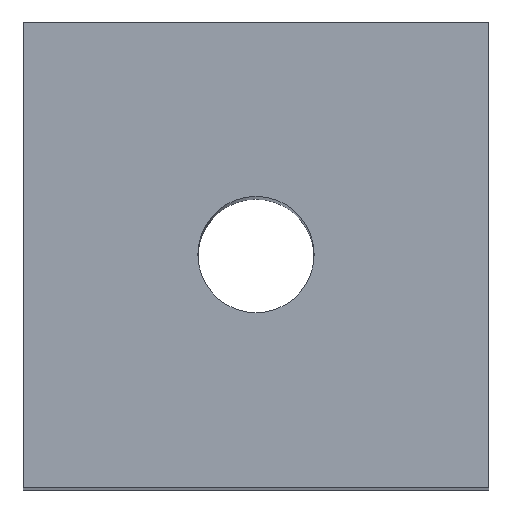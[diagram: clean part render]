
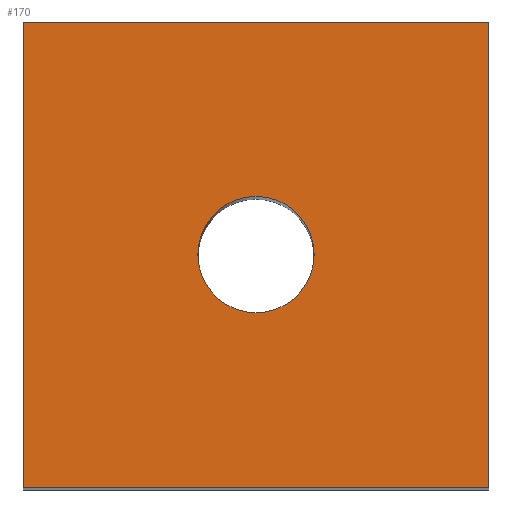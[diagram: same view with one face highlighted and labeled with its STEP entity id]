
A CAD part, top view. The second image highlights one B-rep face of the part: STEP entity #170.
In plain terms, the highlighted planar face has unit normal (0, 0, 1).
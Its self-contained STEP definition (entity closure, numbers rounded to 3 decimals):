
#35=CARTESIAN_POINT('',(0.,0.,70.));
#36=DIRECTION('',(0.,0.,-1.));
#37=DIRECTION('',(1.,0.,0.));
#38=AXIS2_PLACEMENT_3D('',#35,#36,#37);
#40=CARTESIAN_POINT('',(0.,0.,70.));
#41=DIRECTION('',(0.,0.,-1.));
#42=DIRECTION('',(-1.,0.,0.));
#43=AXIS2_PLACEMENT_3D('',#40,#41,#42);
#45=DIRECTION('',(0.,-1.,0.));
#46=VECTOR('',#45,20.);
#47=CARTESIAN_POINT('',(-10.,10.,70.));
#48=LINE('',#47,#46);
#49=DIRECTION('',(-1.,0.,0.));
#50=VECTOR('',#49,20.);
#51=CARTESIAN_POINT('',(10.,10.,70.));
#52=LINE('',#51,#50);
#53=DIRECTION('',(0.,1.,0.));
#54=VECTOR('',#53,20.);
#55=CARTESIAN_POINT('',(10.,-10.,70.));
#56=LINE('',#55,#54);
#57=DIRECTION('',(1.,0.,0.));
#58=VECTOR('',#57,20.);
#59=CARTESIAN_POINT('',(-10.,-10.,70.));
#60=LINE('',#59,#58);
#85=CARTESIAN_POINT('',(-10.,10.,70.));
#86=CARTESIAN_POINT('',(-10.,-10.,70.));
#87=VERTEX_POINT('',#85);
#88=VERTEX_POINT('',#86);
#89=CARTESIAN_POINT('',(10.,-10.,70.));
#90=VERTEX_POINT('',#89);
#91=CARTESIAN_POINT('',(10.,10.,70.));
#92=VERTEX_POINT('',#91);
#97=CARTESIAN_POINT('',(2.5,0.,70.));
#98=CARTESIAN_POINT('',(-2.5,0.,70.));
#99=VERTEX_POINT('',#97);
#100=VERTEX_POINT('',#98);
#151=CARTESIAN_POINT('',(0.,0.,70.));
#152=DIRECTION('',(0.,0.,1.));
#153=DIRECTION('',(1.,0.,0.));
#154=AXIS2_PLACEMENT_3D('',#151,#152,#153);
#155=PLANE('',#154);
#157=ORIENTED_EDGE('',*,*,#156,.F.);
#159=ORIENTED_EDGE('',*,*,#158,.F.);
#161=ORIENTED_EDGE('',*,*,#160,.F.);
#163=ORIENTED_EDGE('',*,*,#162,.F.);
#164=EDGE_LOOP('',(#157,#159,#161,#163));
#165=FACE_OUTER_BOUND('',#164,.F.);
#166=ORIENTED_EDGE('',*,*,#131,.F.);
#167=ORIENTED_EDGE('',*,*,#145,.F.);
#168=EDGE_LOOP('',(#166,#167));
#169=FACE_BOUND('',#168,.F.);
#170=ADVANCED_FACE('',(#165,#169),#155,.T.);
#39=CIRCLE('',#38,2.5);
#44=CIRCLE('',#43,2.5);
#131=EDGE_CURVE('',#99,#100,#39,.T.);
#145=EDGE_CURVE('',#100,#99,#44,.T.);
#156=EDGE_CURVE('',#87,#88,#48,.T.);
#158=EDGE_CURVE('',#92,#87,#52,.T.);
#160=EDGE_CURVE('',#90,#92,#56,.T.);
#162=EDGE_CURVE('',#88,#90,#60,.T.);
